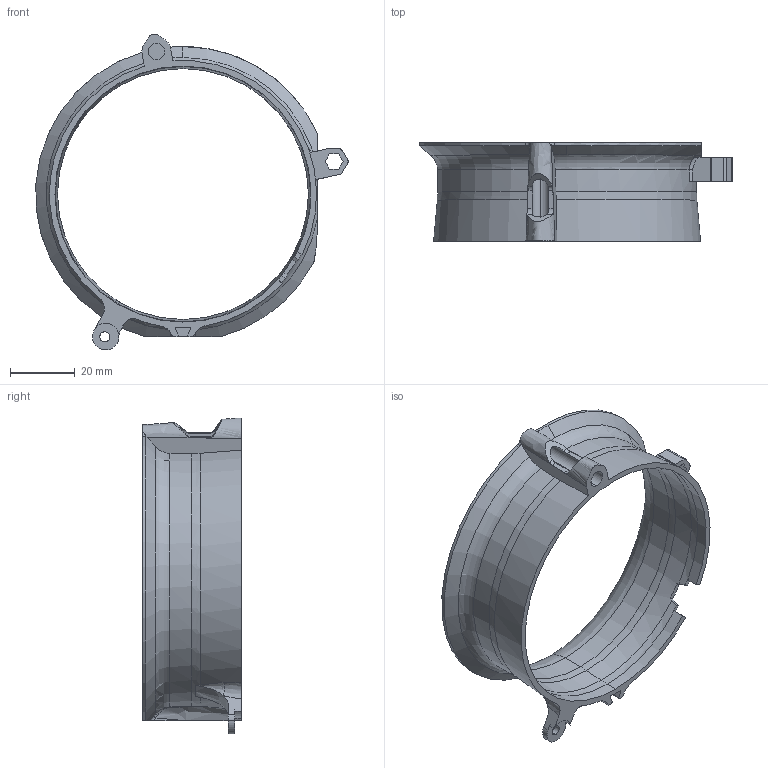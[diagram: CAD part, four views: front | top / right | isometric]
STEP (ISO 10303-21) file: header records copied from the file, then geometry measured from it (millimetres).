
FILE_DESCRIPTION (( 'STEP AP214' ), '1' );
FILE_NAME ('Ducts_FrontRight.STEP', '2021-09-27T05:55:47', ( '' ), ( '' ), 'SwSTEP 2.0', 'SolidWorks 2019', '' );
FILE_SCHEMA (( 'AUTOMOTIVE_DESIGN' ));
Length unit declared in the file: millimetre
Products named in the file (1): Ducts_FrontRight
Bounding box: 96.73 x 30.5 x 97.87 mm (x, y, z)
Volume: 14264.3 mm3; surface area: 18881.8 mm2
Topology: 1 solids, 1 shells, 125 faces, 354 edges, 227 vertices
Faces by surface type: plane 42, cylinder 36, bspline 27, torus 11, cone 9
Entity records: 5901 total; most frequent: CARTESIAN_POINT 2898, ORIENTED_EDGE 704, DIRECTION 533, EDGE_CURVE 352, VERTEX_POINT 227, AXIS2_PLACEMENT_3D 212, EDGE_LOOP 131, ADVANCED_FACE 125
